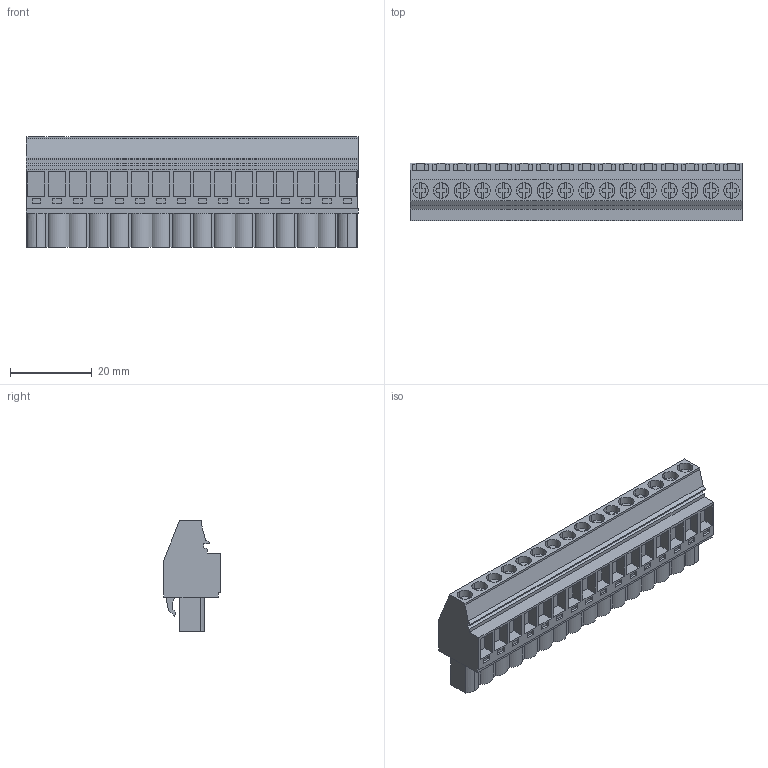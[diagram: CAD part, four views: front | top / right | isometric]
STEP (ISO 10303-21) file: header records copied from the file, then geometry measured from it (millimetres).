
FILE_DESCRIPTION(('CATIA V5 STEP','CAx-IF Rec.Pracs.--- Model Styling and Organization---1.2---2011-12-15'),'2;1');
FILE_NAME ('D1460134_0_1948930000_1948930000.stp','2017-09-09T07:55:26+00:00',('none'),('Weidmueller'),'CATIA Version 5-6 Release 2014','CATIA V5 STEP AP214','none');
FILE_SCHEMA(('AUTOMOTIVE_DESIGN { 1 0 10303 214 1 1 1 1 }'));
Length unit declared in the file: millimetre
Products named in the file (1): 1948930000
Bounding box: 81.28 x 14.1 x 27.1 mm (x, y, z)
Volume: 18431.5 mm3; surface area: 10758.3 mm2
Topology: 17 solids, 17 shells, 1034 faces, 2902 edges, 1967 vertices
Faces by surface type: plane 888, cylinder 142, extrusion 4
Entity records: 31247 total; most frequent: CARTESIAN_POINT 6021, ORIENTED_EDGE 5804, DIRECTION 4164, EDGE_CURVE 2902, VECTOR 2550, LINE 2546, VERTEX_POINT 1967, EDGE_LOOP 1101
